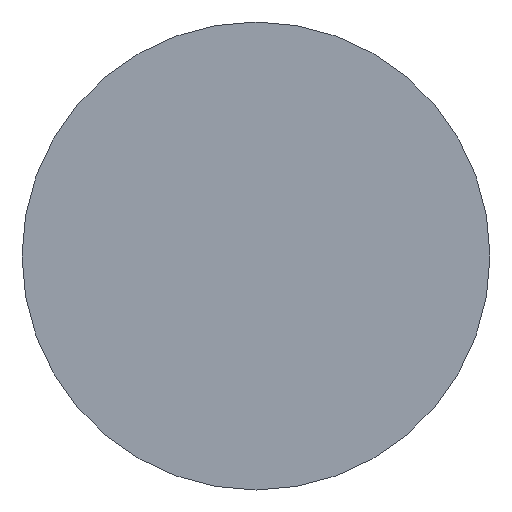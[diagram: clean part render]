
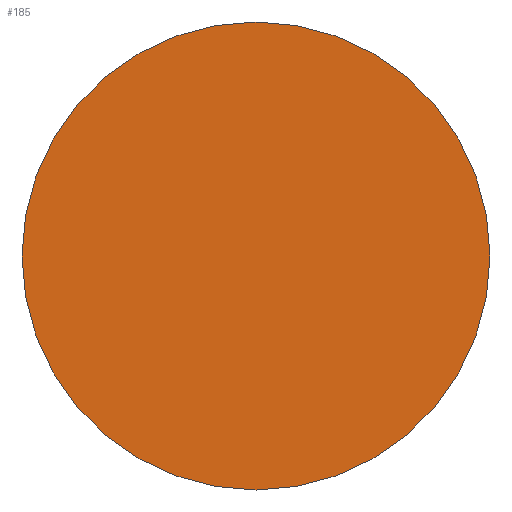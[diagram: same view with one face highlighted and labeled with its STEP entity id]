
A CAD part, left-side view. The second image highlights one B-rep face of the part: STEP entity #185.
In plain terms, the highlighted planar face has unit normal (-1, 0, 0).
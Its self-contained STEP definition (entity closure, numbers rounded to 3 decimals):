
#15 = FACE_OUTER_BOUND ( 'NONE', #21, .T. ) ;
#17 = EDGE_CURVE ( 'NONE', #24, #176, #53, .T. ) ;
#18 = DIRECTION ( 'NONE',  ( -1., 0., 0. ) ) ;
#21 = EDGE_LOOP ( 'NONE', ( #73, #76 ) ) ;
#24 = VERTEX_POINT ( 'NONE', #95 ) ;
#30 = DIRECTION ( 'NONE',  ( 0., 0., 1. ) ) ;
#32 = DIRECTION ( 'NONE',  ( 0., 0., 1. ) ) ;
#43 = AXIS2_PLACEMENT_3D ( 'NONE', #168, #174, #98 ) ;
#53 = CIRCLE ( 'NONE', #103, 6.35 ) ;
#73 = ORIENTED_EDGE ( 'NONE', *, *, #17, .T. ) ;
#76 = ORIENTED_EDGE ( 'NONE', *, *, #139, .T. ) ;
#86 = CARTESIAN_POINT ( 'NONE',  ( 352.47, -36.86, 0. ) ) ;
#95 = CARTESIAN_POINT ( 'NONE',  ( 352.47, -36.86, 6.35 ) ) ;
#98 = DIRECTION ( 'NONE',  ( 0., 0., -1. ) ) ;
#100 = PLANE ( 'NONE',  #43 ) ;
#103 = AXIS2_PLACEMENT_3D ( 'NONE', #105, #18, #30 ) ;
#105 = CARTESIAN_POINT ( 'NONE',  ( 352.47, -36.86, 0. ) ) ;
#106 = CARTESIAN_POINT ( 'NONE',  ( 352.47, -36.86, -6.35 ) ) ;
#139 = EDGE_CURVE ( 'NONE', #176, #24, #149, .T. ) ;
#148 = AXIS2_PLACEMENT_3D ( 'NONE', #86, #153, #32 ) ;
#149 = CIRCLE ( 'NONE', #148, 6.35 ) ;
#153 = DIRECTION ( 'NONE',  ( -1., 0., 0. ) ) ;
#168 = CARTESIAN_POINT ( 'NONE',  ( 352.47, -36.86, 0. ) ) ;
#174 = DIRECTION ( 'NONE',  ( 1., 0., 0. ) ) ;
#176 = VERTEX_POINT ( 'NONE', #106 ) ;
#185 = ADVANCED_FACE ( 'NONE', ( #15 ), #100, .F. ) ;
